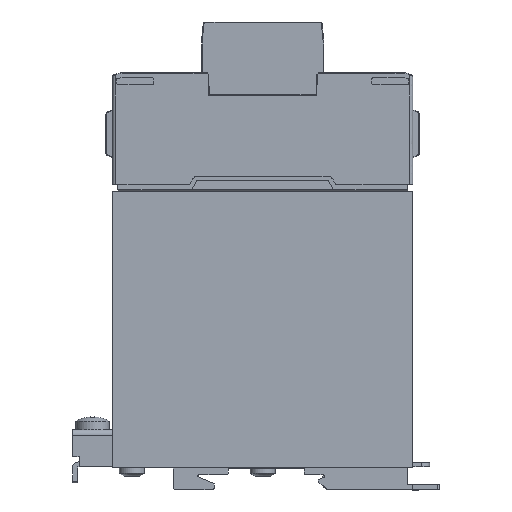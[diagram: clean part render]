
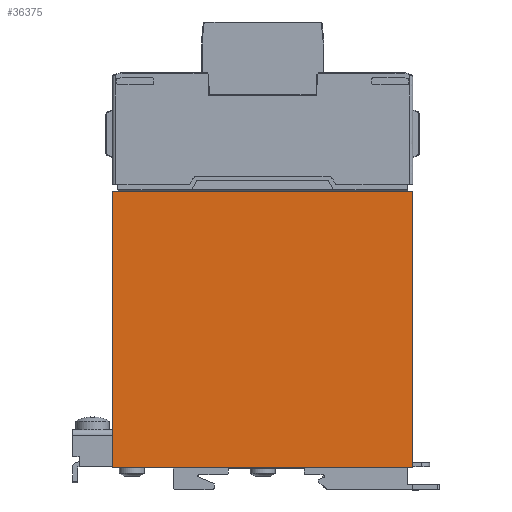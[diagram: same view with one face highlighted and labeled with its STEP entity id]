
A CAD part, left-side view. The second image highlights one B-rep face of the part: STEP entity #36375.
In plain terms, the highlighted planar face has unit normal (-1, 0, 0).
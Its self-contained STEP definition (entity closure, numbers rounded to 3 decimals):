
#35166=CARTESIAN_POINT('',(-11.1,45.0,2.1));
#35167=VERTEX_POINT('',#35166);
#35174=CARTESIAN_POINT('',(-11.1,45.0,85.));
#35175=VERTEX_POINT('',#35174);
#35176=CARTESIAN_POINT('',(-11.1,45.0,85.));
#35177=DIRECTION('',(0.0,0.0,-1.0));
#35178=VECTOR('',#35177,82.9);
#35179=LINE('',#35176,#35178);
#35180=EDGE_CURVE('',#35175,#35167,#35179,.T.);
#36345=CARTESIAN_POINT('',(-11.1,-45.0,85.));
#36346=DIRECTION('',(-1.0,0.0,0.0));
#36347=DIRECTION('',(0.0,0.0,-1.0));
#36348=AXIS2_PLACEMENT_3D('',#36345,#36346,#36347);
#36349=PLANE('',#36348);
#36350=ORIENTED_EDGE('',*,*,#35180,.T.);
#36351=CARTESIAN_POINT('',(-11.1,-45.0,2.1));
#36352=VERTEX_POINT('',#36351);
#36353=CARTESIAN_POINT('',(-11.1,-45.0,2.1));
#36354=DIRECTION('',(0.0,1.0,0.0));
#36355=VECTOR('',#36354,90.0);
#36356=LINE('',#36353,#36355);
#36357=EDGE_CURVE('',#36352,#35167,#36356,.T.);
#36358=ORIENTED_EDGE('',*,*,#36357,.F.);
#36359=CARTESIAN_POINT('',(-11.1,-45.0,85.));
#36360=VERTEX_POINT('',#36359);
#36361=CARTESIAN_POINT('',(-11.1,-45.0,2.1));
#36362=DIRECTION('',(0.0,0.0,1.0));
#36363=VECTOR('',#36362,82.9);
#36364=LINE('',#36361,#36363);
#36365=EDGE_CURVE('',#36352,#36360,#36364,.T.);
#36366=ORIENTED_EDGE('',*,*,#36365,.T.);
#36367=CARTESIAN_POINT('',(-11.1,-45.0,85.));
#36368=DIRECTION('',(0.0,1.0,0.0));
#36369=VECTOR('',#36368,90.0);
#36370=LINE('',#36367,#36369);
#36371=EDGE_CURVE('',#36360,#35175,#36370,.T.);
#36372=ORIENTED_EDGE('',*,*,#36371,.T.);
#36373=EDGE_LOOP('',(#36350,#36358,#36366,#36372));
#36374=FACE_OUTER_BOUND('',#36373,.T.);
#36375=ADVANCED_FACE('',(#36374),#36349,.T.);
